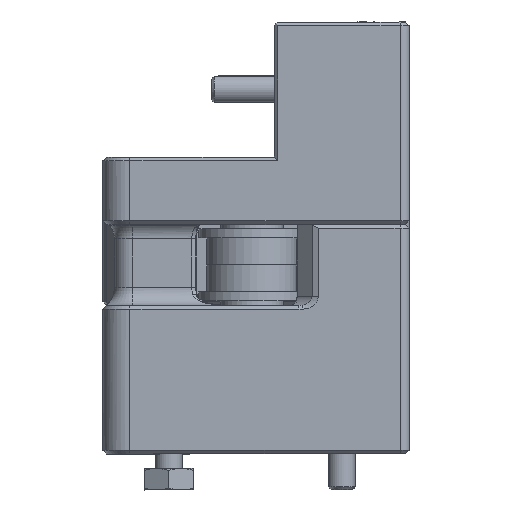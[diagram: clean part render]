
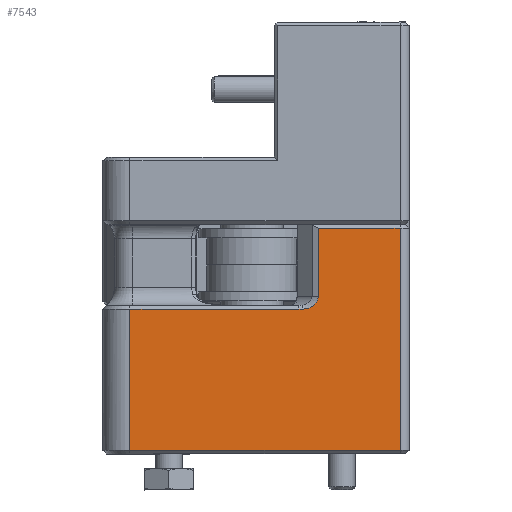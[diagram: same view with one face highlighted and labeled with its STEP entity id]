
A CAD part, left-side view. The second image highlights one B-rep face of the part: STEP entity #7543.
In plain terms, the highlighted planar face has unit normal (-1, 0, 0).
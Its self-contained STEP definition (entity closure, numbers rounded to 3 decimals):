
#571=B_SPLINE_CURVE_WITH_KNOTS('',3,(#16608,#16609,#16610,#16611,#16612),
 .UNSPECIFIED.,.F.,.F.,(4,1,4),(-1.571,-0.898,0.),
 .UNSPECIFIED.);
#573=B_SPLINE_CURVE_WITH_KNOTS('',3,(#16636,#16637,#16638,#16639),
 .UNSPECIFIED.,.F.,.F.,(4,4),(0.804,0.841),
 .UNSPECIFIED.);
#725=PLANE('',#8423);
#1222=FACE_OUTER_BOUND('',#1747,.T.);
#1747=EDGE_LOOP('',(#6458,#6459,#6460,#6461,#6462,#6463,#6464,#6465));
#2199=LINE('',#16052,#2693);
#2236=LINE('',#16552,#2730);
#2240=LINE('',#16615,#2734);
#2266=LINE('',#17202,#2760);
#2277=LINE('',#17237,#2771);
#2282=LINE('',#17248,#2776);
#2693=VECTOR('',#9874,10.);
#2730=VECTOR('',#9953,10.);
#2734=VECTOR('',#9959,10.);
#2760=VECTOR('',#10113,1000.);
#2771=VECTOR('',#10156,3.);
#2776=VECTOR('',#10173,1.);
#3628=VERTEX_POINT('',#16049);
#3629=VERTEX_POINT('',#16051);
#3656=VERTEX_POINT('',#16546);
#3657=VERTEX_POINT('',#16550);
#3658=VERTEX_POINT('',#16597);
#3661=VERTEX_POINT('',#16606);
#3694=VERTEX_POINT('',#17195);
#3697=VERTEX_POINT('',#17200);
#4478=EDGE_CURVE('',#3628,#3629,#2199,.T.);
#4538=EDGE_CURVE('',#3656,#3657,#2236,.T.);
#4544=EDGE_CURVE('',#3661,#3658,#571,.T.);
#4546=EDGE_CURVE('',#3658,#3628,#2240,.T.);
#4548=EDGE_CURVE('',#3657,#3661,#573,.T.);
#4623=EDGE_CURVE('',#3694,#3697,#2266,.T.);
#4641=EDGE_CURVE('',#3694,#3656,#2277,.T.);
#4646=EDGE_CURVE('',#3629,#3697,#2282,.T.);
#6458=ORIENTED_EDGE('',*,*,#4478,.F.);
#6459=ORIENTED_EDGE('',*,*,#4546,.F.);
#6460=ORIENTED_EDGE('',*,*,#4544,.F.);
#6461=ORIENTED_EDGE('',*,*,#4548,.F.);
#6462=ORIENTED_EDGE('',*,*,#4538,.F.);
#6463=ORIENTED_EDGE('',*,*,#4641,.F.);
#6464=ORIENTED_EDGE('',*,*,#4623,.T.);
#6465=ORIENTED_EDGE('',*,*,#4646,.F.);
#7543=ADVANCED_FACE('',(#1222),#725,.F.);
#8423=AXIS2_PLACEMENT_3D('',#17247,#10171,#10172);
#9874=DIRECTION('',(0.,0.,1.));
#9953=DIRECTION('',(0.,0.,1.));
#9959=DIRECTION('',(0.,1.,0.));
#10113=DIRECTION('',(0.,0.,1.));
#10156=DIRECTION('',(0.,1.,0.));
#10171=DIRECTION('center_axis',(1.,0.,0.));
#10172=DIRECTION('ref_axis',(0.,1.,0.));
#10173=DIRECTION('',(0.,-1.,0.));
#16049=CARTESIAN_POINT('',(-7.5,149.533,4.9));
#16051=CARTESIAN_POINT('',(-7.5,149.533,14.));
#16052=CARTESIAN_POINT('',(-7.5,149.533,-5.279));
#16546=CARTESIAN_POINT('',(-7.5,140.533,-16.014));
#16550=CARTESIAN_POINT('',(-7.5,140.533,2.759));
#16552=CARTESIAN_POINT('',(-7.5,140.533,-5.281));
#16597=CARTESIAN_POINT('',(-7.5,141.933,4.9));
#16606=CARTESIAN_POINT('',(-7.5,140.533,3.132));
#16608=CARTESIAN_POINT('Ctrl Pts',(-7.5,140.533,3.132));
#16609=CARTESIAN_POINT('Ctrl Pts',(-7.5,140.533,3.505));
#16610=CARTESIAN_POINT('Ctrl Pts',(-7.5,140.736,4.373));
#16611=CARTESIAN_POINT('Ctrl Pts',(-7.5,141.47,4.9));
#16612=CARTESIAN_POINT('Ctrl Pts',(-7.5,141.933,4.9));
#16615=CARTESIAN_POINT('',(-7.5,149.183,4.9));
#16636=CARTESIAN_POINT('Ctrl Pts',(-7.5,140.533,2.759));
#16637=CARTESIAN_POINT('Ctrl Pts',(-7.5,140.533,2.883));
#16638=CARTESIAN_POINT('Ctrl Pts',(-7.5,140.533,3.008));
#16639=CARTESIAN_POINT('Ctrl Pts',(-7.5,140.533,3.132));
#17195=CARTESIAN_POINT('',(-7.5,124.833,-16.014));
#17200=CARTESIAN_POINT('',(-7.5,124.833,14.));
#17202=CARTESIAN_POINT('',(-7.5,124.833,-8.55));
#17237=CARTESIAN_POINT('',(-7.5,157.433,-16.014));
#17247=CARTESIAN_POINT('Origin',(-7.5,157.433,-8.55));
#17248=CARTESIAN_POINT('',(-7.5,157.433,14.));
